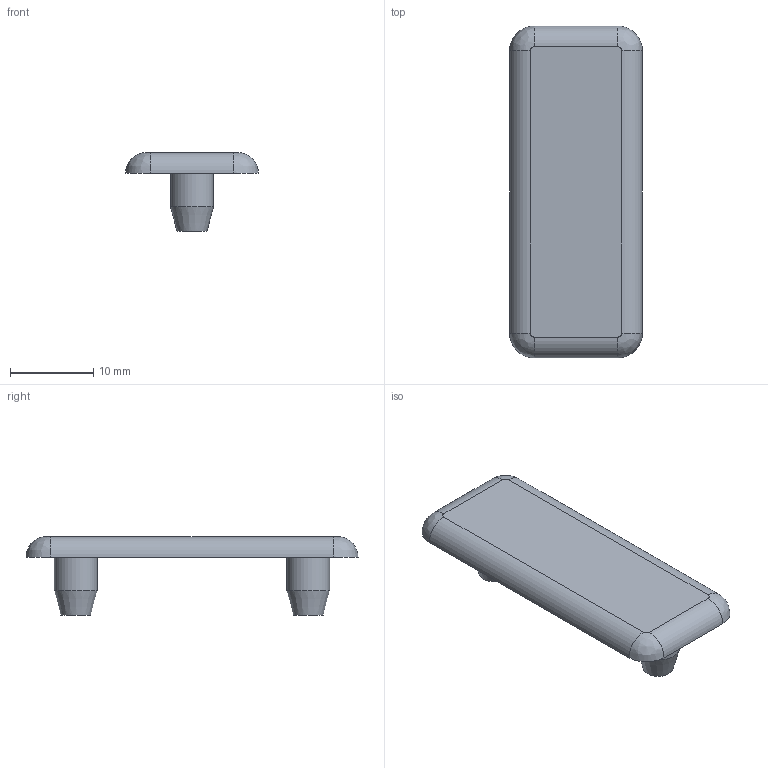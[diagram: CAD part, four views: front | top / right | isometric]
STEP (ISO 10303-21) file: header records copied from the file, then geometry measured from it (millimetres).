
FILE_DESCRIPTION(/* description */ (''),/* implementation_level */ '2;1');
FILE_NAME(/* name */ '221640.stp',/* time_stamp */ '2022-10-05T10:10:10+02:00',/* author */ ('aluteckkpl_am'),/* organization */ (''),/* preprocessor_version */ 'ST-DEVELOPER v18.1',/* originating_system */ 'Autodesk Inventor 2021',/* authorisation */ '');
FILE_SCHEMA (('CONFIG_CONTROL_DESIGN','AP203_CONFIGURATION_CONTROLLED_3D_DESIGN_OF_MECHANICAL_PARTS_AND_ASSEMBLIES_MIM_LF { 1 0 10303 203 3 1 4 }'));
Length unit declared in the file: millimetre
Products named in the file (2): 221640-ZP; 221640
Assembly tree (1 placements, depth 2):
  221640-ZP
    221640
Bounding box: 16 x 40 x 9.5 mm (x, y, z)
Volume: 1508.6 mm3; surface area: 1762.2 mm2
Topology: 1 solids, 1 shells, 29 faces, 64 edges, 42 vertices
Faces by surface type: cylinder 12, plane 11, bspline 4, cone 2
Full cylindrical faces by diameter (mm): 2 x2, 5.2 x2
Entity records: 899 total; most frequent: CARTESIAN_POINT 170, DIRECTION 154, ORIENTED_EDGE 128, EDGE_CURVE 64, AXIS2_PLACEMENT_3D 62, VERTEX_POINT 42, EDGE_LOOP 34, CIRCLE 34
